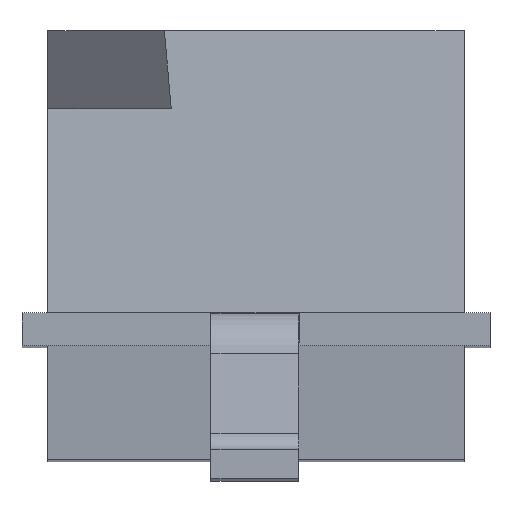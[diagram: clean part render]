
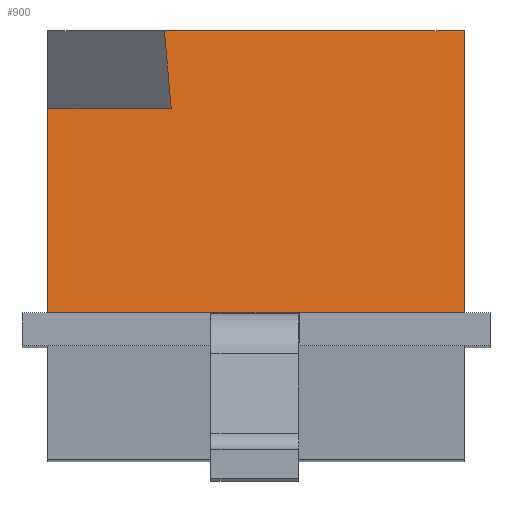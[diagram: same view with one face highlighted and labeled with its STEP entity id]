
A CAD part, top view. The second image highlights one B-rep face of the part: STEP entity #900.
In plain terms, the highlighted planar face has unit normal (0, 0.087, 0.996).
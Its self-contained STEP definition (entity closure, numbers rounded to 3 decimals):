
#404=VERTEX_POINT('NONE',#405);
#405=CARTESIAN_POINT('',(2.267,-1.448,2.972));
#411=EDGE_CURVE('NONE',#404,#412,#414,.T.);
#412=VERTEX_POINT('NONE',#413);
#413=CARTESIAN_POINT('',(0.133,-1.448,2.972));
#414=LINE('',#415,#416);
#415=CARTESIAN_POINT('',(0.0,-1.448,2.972));
#416=VECTOR('',#417,1.0);
#417=DIRECTION('',(-1.0,0.0,0.0));
#803=VERTEX_POINT('NONE',#804);
#804=CARTESIAN_POINT('',(2.267,0.,2.845));
#810=EDGE_CURVE('NONE',#803,#404,#811,.F.);
#811=LINE('',#812,#813);
#812=CARTESIAN_POINT('',(2.267,-1.448,2.972));
#813=VECTOR('',#814,1.0);
#814=DIRECTION('',(0.0,0.996,-0.087));
#865=EDGE_CURVE('NONE',#412,#866,#868,.F.);
#866=VERTEX_POINT('NONE',#867);
#867=CARTESIAN_POINT('',(0.133,-0.4,2.88));
#868=LINE('',#869,#870);
#869=CARTESIAN_POINT('',(0.133,-0.4,2.88));
#870=VECTOR('',#871,1.0);
#871=DIRECTION('',(0.0,-0.996,0.087));
#900=ADVANCED_FACE('NONE',(#901),#928,.F.);
#901=FACE_BOUND('NONE',#902,.T.);
#902=EDGE_LOOP('',(#903,#904,#905,#913,#921,#927));
#903=ORIENTED_EDGE('',*,*,#411,.F.);
#904=ORIENTED_EDGE('',*,*,#810,.F.);
#905=ORIENTED_EDGE('',*,*,#906,.T.);
#906=EDGE_CURVE('NONE',#803,#907,#909,.F.);
#907=VERTEX_POINT('NONE',#908);
#908=CARTESIAN_POINT('',(0.73,0.,2.845));
#909=LINE('',#910,#911);
#910=CARTESIAN_POINT('',(3.351,0.,2.845));
#911=VECTOR('',#912,1.0);
#912=DIRECTION('',(1.0,0.0,0.0));
#913=ORIENTED_EDGE('',*,*,#914,.T.);
#914=EDGE_CURVE('NONE',#907,#915,#917,.F.);
#915=VERTEX_POINT('NONE',#916);
#916=CARTESIAN_POINT('',(0.765,-0.4,2.88));
#917=LINE('',#918,#919);
#918=CARTESIAN_POINT('',(0.765,-0.4,2.88));
#919=VECTOR('',#920,1.0);
#920=DIRECTION('',(-0.087,0.992,-0.087));
#921=ORIENTED_EDGE('',*,*,#922,.T.);
#922=EDGE_CURVE('NONE',#915,#866,#923,.F.);
#923=LINE('',#924,#925);
#924=CARTESIAN_POINT('',(3.351,-0.4,2.88));
#925=VECTOR('',#926,1.0);
#926=DIRECTION('',(1.0,0.0,0.0));
#927=ORIENTED_EDGE('',*,*,#865,.F.);
#928=PLANE('',#929);
#929=AXIS2_PLACEMENT_3D('',#930,#931,#932);
#930=CARTESIAN_POINT('',(3.351,-1.448,2.972));
#931=DIRECTION('',(0.0,-0.087,-0.996));
#932=DIRECTION('',(0.0,0.996,-0.087));
